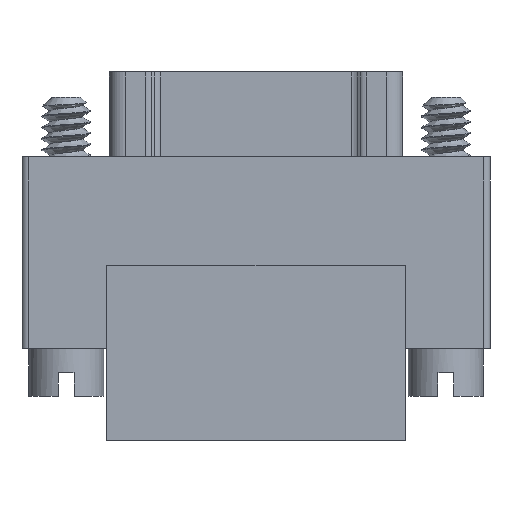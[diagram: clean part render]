
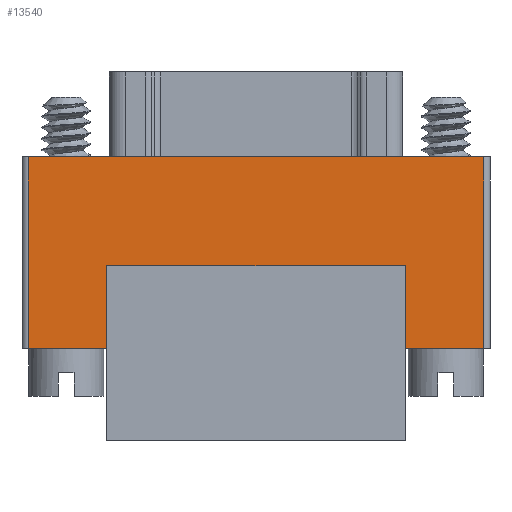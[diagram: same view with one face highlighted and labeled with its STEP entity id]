
A CAD part, front view. The second image highlights one B-rep face of the part: STEP entity #13540.
In plain terms, the highlighted planar face has unit normal (0, -1, 0).
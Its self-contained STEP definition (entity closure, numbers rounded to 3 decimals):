
#11585=DIRECTION('',(-1.,0.,0.));
#11586=VECTOR('',#11585,2.46);
#11587=CARTESIAN_POINT('',(-4.695,-1.93,0.));
#11588=LINE('',#11587,#11586);
#11619=DIRECTION('',(0.,0.,1.));
#11620=VECTOR('',#11619,6.03);
#11621=CARTESIAN_POINT('',(-7.155,-1.93,0.));
#11622=LINE('',#11621,#11620);
#11627=DIRECTION('',(-1.,0.,0.));
#11628=VECTOR('',#11627,14.31);
#11629=CARTESIAN_POINT('',(7.155,-1.93,6.03));
#11630=LINE('',#11629,#11628);
#11631=DIRECTION('',(0.,0.,-1.));
#11632=VECTOR('',#11631,2.613);
#11633=CARTESIAN_POINT('',(4.695,-1.93,2.613));
#11634=LINE('',#11633,#11632);
#11635=DIRECTION('',(1.,0.,0.));
#11636=VECTOR('',#11635,9.39);
#11637=CARTESIAN_POINT('',(-4.695,-1.93,2.613));
#11638=LINE('',#11637,#11636);
#11639=DIRECTION('',(0.,0.,1.));
#11640=VECTOR('',#11639,2.613);
#11641=CARTESIAN_POINT('',(-4.695,-1.93,0.));
#11642=LINE('',#11641,#11640);
#11647=DIRECTION('',(0.,0.,-1.));
#11648=VECTOR('',#11647,6.03);
#11649=CARTESIAN_POINT('',(7.155,-1.93,6.03));
#11650=LINE('',#11649,#11648);
#11667=DIRECTION('',(-1.,0.,0.));
#11668=VECTOR('',#11667,2.46);
#11669=CARTESIAN_POINT('',(7.155,-1.93,0.));
#11670=LINE('',#11669,#11668);
#12443=CARTESIAN_POINT('',(7.155,-1.93,6.03));
#12445=VERTEX_POINT('',#12443);
#12533=CARTESIAN_POINT('',(-7.155,-1.93,0.));
#12534=CARTESIAN_POINT('',(-7.155,-1.93,6.03));
#12535=VERTEX_POINT('',#12533);
#12536=VERTEX_POINT('',#12534);
#12576=CARTESIAN_POINT('',(-4.695,-1.93,0.));
#12578=VERTEX_POINT('',#12576);
#12597=CARTESIAN_POINT('',(7.155,-1.93,0.));
#12598=VERTEX_POINT('',#12597);
#12609=CARTESIAN_POINT('',(-4.695,-1.93,2.613));
#12610=CARTESIAN_POINT('',(4.695,-1.93,2.613));
#12611=VERTEX_POINT('',#12609);
#12612=VERTEX_POINT('',#12610);
#12757=CARTESIAN_POINT('',(4.695,-1.93,0.));
#12758=VERTEX_POINT('',#12757);
#13522=CARTESIAN_POINT('',(-7.355,-1.93,6.03));
#13523=DIRECTION('',(0.,1.,0.));
#13524=DIRECTION('',(0.,0.,1.));
#13525=AXIS2_PLACEMENT_3D('',#13522,#13523,#13524);
#13526=PLANE('',#13525);
#13527=ORIENTED_EDGE('',*,*,#13459,.T.);
#13528=ORIENTED_EDGE('',*,*,#13515,.T.);
#13529=ORIENTED_EDGE('',*,*,#13137,.F.);
#13531=ORIENTED_EDGE('',*,*,#13530,.T.);
#13533=ORIENTED_EDGE('',*,*,#13532,.T.);
#13535=ORIENTED_EDGE('',*,*,#13534,.F.);
#13536=ORIENTED_EDGE('',*,*,#13422,.F.);
#13537=ORIENTED_EDGE('',*,*,#13437,.F.);
#13538=EDGE_LOOP('',(#13527,#13528,#13529,#13531,#13533,#13535,#13536,#13537));
#13539=FACE_OUTER_BOUND('',#13538,.F.);
#13137=EDGE_CURVE('',#12445,#12536,#11630,.T.);
#13422=EDGE_CURVE('',#12611,#12612,#11638,.T.);
#13437=EDGE_CURVE('',#12578,#12611,#11642,.T.);
#13459=EDGE_CURVE('',#12578,#12535,#11588,.T.);
#13515=EDGE_CURVE('',#12535,#12536,#11622,.T.);
#13530=EDGE_CURVE('',#12445,#12598,#11650,.T.);
#13532=EDGE_CURVE('',#12598,#12758,#11670,.T.);
#13534=EDGE_CURVE('',#12612,#12758,#11634,.T.);
#13540=ADVANCED_FACE('',(#13539),#13526,.F.);
